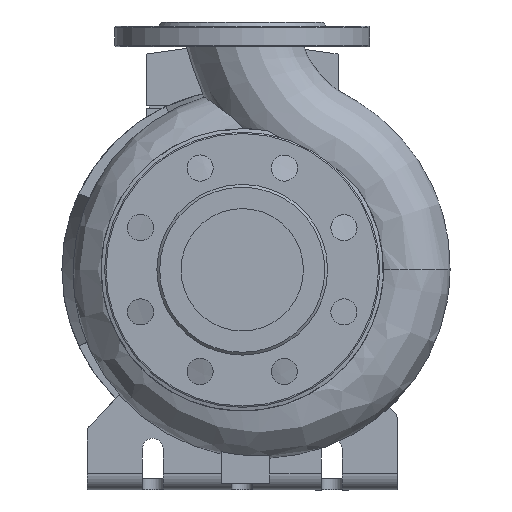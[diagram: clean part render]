
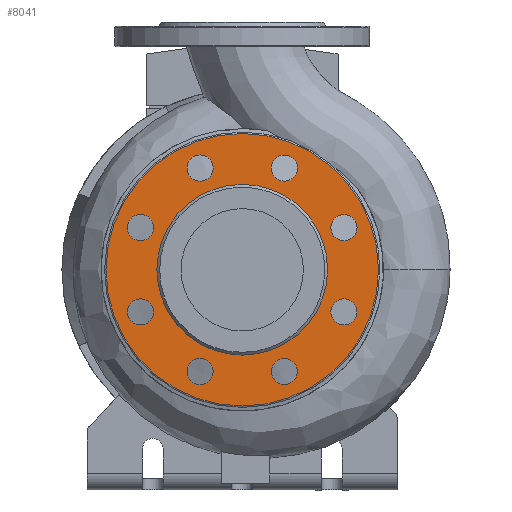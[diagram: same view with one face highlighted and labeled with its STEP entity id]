
A CAD part, left-side view. The second image highlights one B-rep face of the part: STEP entity #8041.
In plain terms, the highlighted planar face has unit normal (-1, 0, 0).
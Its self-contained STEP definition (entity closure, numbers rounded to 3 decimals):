
#228=FACE_BOUND('',#1216,.T.);
#229=FACE_BOUND('',#1217,.T.);
#230=FACE_BOUND('',#1218,.T.);
#231=FACE_BOUND('',#1219,.T.);
#232=FACE_BOUND('',#1220,.T.);
#233=FACE_BOUND('',#1221,.T.);
#234=FACE_BOUND('',#1222,.T.);
#235=FACE_BOUND('',#1223,.T.);
#236=FACE_BOUND('',#1224,.T.);
#337=PLANE('',#8679);
#691=FACE_OUTER_BOUND('',#1215,.T.);
#1215=EDGE_LOOP('',(#6083));
#1216=EDGE_LOOP('',(#6084));
#1217=EDGE_LOOP('',(#6085));
#1218=EDGE_LOOP('',(#6086));
#1219=EDGE_LOOP('',(#6087));
#1220=EDGE_LOOP('',(#6088));
#1221=EDGE_LOOP('',(#6089));
#1222=EDGE_LOOP('',(#6090));
#1223=EDGE_LOOP('',(#6091));
#1224=EDGE_LOOP('',(#6092));
#3065=CIRCLE('',#8654,9.5);
#3067=CIRCLE('',#8657,9.5);
#3069=CIRCLE('',#8660,9.5);
#3071=CIRCLE('',#8663,9.5);
#3073=CIRCLE('',#8666,9.5);
#3075=CIRCLE('',#8669,9.5);
#3077=CIRCLE('',#8672,9.5);
#3079=CIRCLE('',#8675,9.5);
#3080=CIRCLE('',#8677,62.);
#3082=CIRCLE('',#8680,99.);
#3598=VERTEX_POINT('',#12573);
#3600=VERTEX_POINT('',#12578);
#3602=VERTEX_POINT('',#12583);
#3604=VERTEX_POINT('',#12588);
#3606=VERTEX_POINT('',#12593);
#3608=VERTEX_POINT('',#12598);
#3610=VERTEX_POINT('',#12603);
#3612=VERTEX_POINT('',#12608);
#3613=VERTEX_POINT('',#12611);
#3615=VERTEX_POINT('',#12616);
#4515=EDGE_CURVE('',#3598,#3598,#3065,.T.);
#4517=EDGE_CURVE('',#3600,#3600,#3067,.T.);
#4519=EDGE_CURVE('',#3602,#3602,#3069,.T.);
#4521=EDGE_CURVE('',#3604,#3604,#3071,.T.);
#4523=EDGE_CURVE('',#3606,#3606,#3073,.T.);
#4525=EDGE_CURVE('',#3608,#3608,#3075,.T.);
#4527=EDGE_CURVE('',#3610,#3610,#3077,.T.);
#4529=EDGE_CURVE('',#3612,#3612,#3079,.T.);
#4530=EDGE_CURVE('',#3613,#3613,#3080,.T.);
#4532=EDGE_CURVE('',#3615,#3615,#3082,.T.);
#6083=ORIENTED_EDGE('',*,*,#4532,.T.);
#6084=ORIENTED_EDGE('',*,*,#4515,.F.);
#6085=ORIENTED_EDGE('',*,*,#4517,.F.);
#6086=ORIENTED_EDGE('',*,*,#4519,.F.);
#6087=ORIENTED_EDGE('',*,*,#4521,.F.);
#6088=ORIENTED_EDGE('',*,*,#4523,.F.);
#6089=ORIENTED_EDGE('',*,*,#4525,.F.);
#6090=ORIENTED_EDGE('',*,*,#4527,.F.);
#6091=ORIENTED_EDGE('',*,*,#4529,.F.);
#6092=ORIENTED_EDGE('',*,*,#4530,.F.);
#8041=ADVANCED_FACE('',(#691,#228,#229,#230,#231,#232,#233,#234,#235,#236),
#337,.F.);
#8654=AXIS2_PLACEMENT_3D('',#12574,#10022,#10023);
#8657=AXIS2_PLACEMENT_3D('',#12579,#10028,#10029);
#8660=AXIS2_PLACEMENT_3D('',#12584,#10034,#10035);
#8663=AXIS2_PLACEMENT_3D('',#12589,#10040,#10041);
#8666=AXIS2_PLACEMENT_3D('',#12594,#10046,#10047);
#8669=AXIS2_PLACEMENT_3D('',#12599,#10052,#10053);
#8672=AXIS2_PLACEMENT_3D('',#12604,#10058,#10059);
#8675=AXIS2_PLACEMENT_3D('',#12609,#10064,#10065);
#8677=AXIS2_PLACEMENT_3D('',#12612,#10068,#10069);
#8679=AXIS2_PLACEMENT_3D('',#12615,#10072,#10073);
#8680=AXIS2_PLACEMENT_3D('',#12617,#10074,#10075);
#10022=DIRECTION('center_axis',(-1.,0.,0.));
#10023=DIRECTION('ref_axis',(0.,0.707,-0.707));
#10028=DIRECTION('center_axis',(-1.,0.,0.));
#10029=DIRECTION('ref_axis',(0.,1.,0.));
#10034=DIRECTION('center_axis',(-1.,0.,0.));
#10035=DIRECTION('ref_axis',(0.,0.707,0.707));
#10040=DIRECTION('center_axis',(-1.,0.,0.));
#10041=DIRECTION('ref_axis',(0.,0.,
1.));
#10046=DIRECTION('center_axis',(-1.,0.,0.));
#10047=DIRECTION('ref_axis',(0.,-0.707,0.707));
#10052=DIRECTION('center_axis',(-1.,0.,0.));
#10053=DIRECTION('ref_axis',(0.,-1.,0.));
#10058=DIRECTION('center_axis',(-1.,0.,0.));
#10059=DIRECTION('ref_axis',(0.,-0.707,-0.707));
#10064=DIRECTION('center_axis',(-1.,0.,0.));
#10065=DIRECTION('ref_axis',(0.,0.,-1.));
#10068=DIRECTION('center_axis',(-1.,0.,0.));
#10069=DIRECTION('ref_axis',(0.,-1.,0.));
#10072=DIRECTION('center_axis',(1.,0.,0.));
#10073=DIRECTION('ref_axis',(0.,0.,1.));
#10074=DIRECTION('center_axis',(-1.,0.,0.));
#10075=DIRECTION('ref_axis',(0.,-1.,0.));
#12573=CARTESIAN_POINT('',(-98.,-80.628,136.103));
#12574=CARTESIAN_POINT('Origin',(-98.,-73.91,129.385));
#12578=CARTESIAN_POINT('',(-98.,-40.115,86.09));
#12579=CARTESIAN_POINT('Origin',(-98.,-30.615,86.09));
#12583=CARTESIAN_POINT('',(-98.,23.897,79.372));
#12584=CARTESIAN_POINT('Origin',(-98.,30.615,86.09));
#12588=CARTESIAN_POINT('',(-98.,73.91,119.885));
#12589=CARTESIAN_POINT('Origin',(-98.,73.91,129.385));
#12593=CARTESIAN_POINT('',(-98.,80.628,183.897));
#12594=CARTESIAN_POINT('Origin',(-98.,73.91,190.615));
#12598=CARTESIAN_POINT('',(-98.,40.115,233.91));
#12599=CARTESIAN_POINT('Origin',(-98.,30.615,233.91));
#12603=CARTESIAN_POINT('',(-98.,-23.897,240.628));
#12604=CARTESIAN_POINT('Origin',(-98.,-30.615,233.91));
#12608=CARTESIAN_POINT('',(-98.,-73.91,200.115));
#12609=CARTESIAN_POINT('Origin',(-98.,-73.91,190.615));
#12611=CARTESIAN_POINT('',(-98.,-62.,160.));
#12612=CARTESIAN_POINT('Origin',(-98.,0.,160.));
#12615=CARTESIAN_POINT('Origin',(-98.,-80.5,160.));
#12616=CARTESIAN_POINT('',(-98.,-99.,160.));
#12617=CARTESIAN_POINT('Origin',(-98.,0.,160.));
